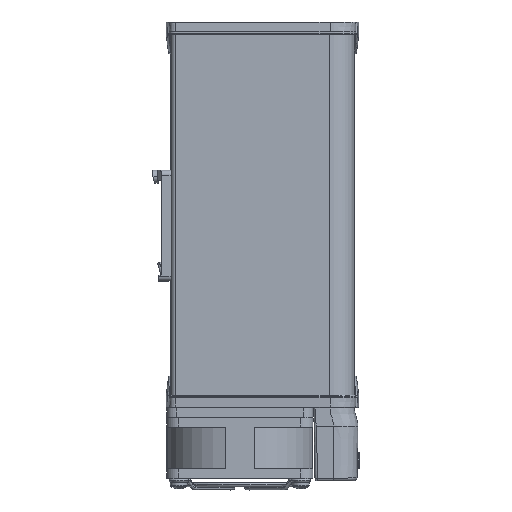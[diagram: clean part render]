
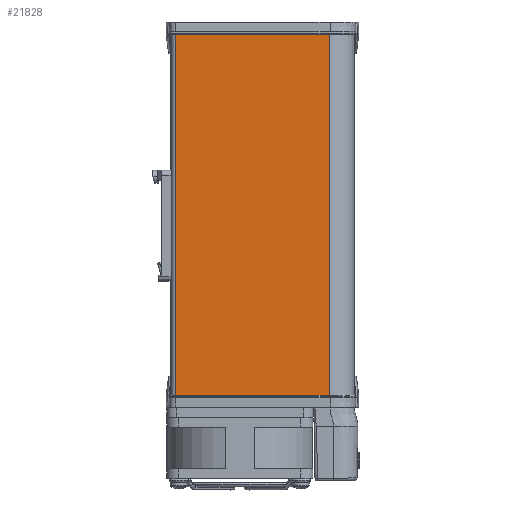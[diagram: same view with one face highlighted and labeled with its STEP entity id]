
A CAD part, left-side view. The second image highlights one B-rep face of the part: STEP entity #21828.
In plain terms, the highlighted face is planar.
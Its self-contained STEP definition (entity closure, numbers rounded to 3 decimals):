
#20729=DIRECTION('',(0.,1.,0.));
#20730=VECTOR('',#20729,63.);
#20731=CARTESIAN_POINT('',(-70.011,-27.508,-50.));
#20732=LINE('',#20731,#20730);
#20736=DIRECTION('',(0.,-1.,0.));
#20737=VECTOR('',#20736,63.);
#20738=CARTESIAN_POINT('',(-70.011,35.492,-200.));
#20739=LINE('',#20738,#20737);
#20751=DIRECTION('',(0.,0.,-1.));
#20752=VECTOR('',#20751,150.);
#20753=CARTESIAN_POINT('',(-70.011,-27.508,-50.));
#20754=LINE('',#20753,#20752);
#21638=DIRECTION('',(0.,0.,1.));
#21639=VECTOR('',#21638,150.);
#21640=CARTESIAN_POINT('',(-70.011,35.492,-200.));
#21641=LINE('',#21640,#21639);
#21645=CARTESIAN_POINT('',(-70.011,-27.508,-50.));
#21646=CARTESIAN_POINT('',(-70.011,35.492,-50.));
#21647=VERTEX_POINT('',#21645);
#21648=VERTEX_POINT('',#21646);
#21649=CARTESIAN_POINT('',(-70.011,35.492,-200.));
#21650=CARTESIAN_POINT('',(-70.011,-27.508,-200.));
#21651=VERTEX_POINT('',#21649);
#21652=VERTEX_POINT('',#21650);
#21813=CARTESIAN_POINT('',(-70.011,-33.809,20.001));
#21814=DIRECTION('',(1.,0.,0.));
#21815=DIRECTION('',(0.,1.,0.));
#21816=AXIS2_PLACEMENT_3D('',#21813,#21814,#21815);
#21817=PLANE('',#21816);
#21819=ORIENTED_EDGE('',*,*,#21818,.F.);
#21821=ORIENTED_EDGE('',*,*,#21820,.T.);
#21823=ORIENTED_EDGE('',*,*,#21822,.F.);
#21825=ORIENTED_EDGE('',*,*,#21824,.T.);
#21826=EDGE_LOOP('',(#21819,#21821,#21823,#21825));
#21827=FACE_OUTER_BOUND('',#21826,.F.);
#21818=EDGE_CURVE('',#21647,#21652,#20754,.T.);
#21820=EDGE_CURVE('',#21647,#21648,#20732,.T.);
#21822=EDGE_CURVE('',#21651,#21648,#21641,.T.);
#21824=EDGE_CURVE('',#21651,#21652,#20739,.T.);
#21828=ADVANCED_FACE('',(#21827),#21817,.T.);
